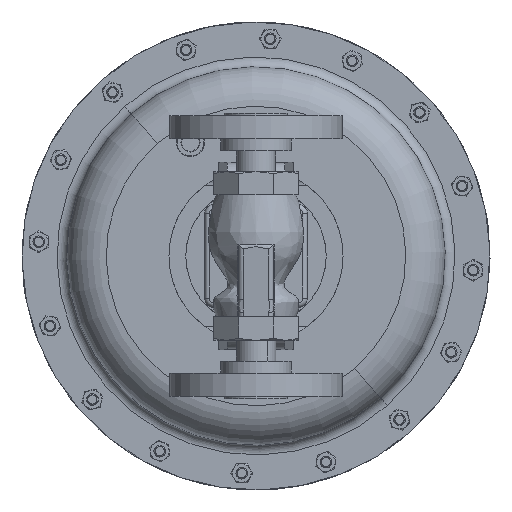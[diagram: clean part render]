
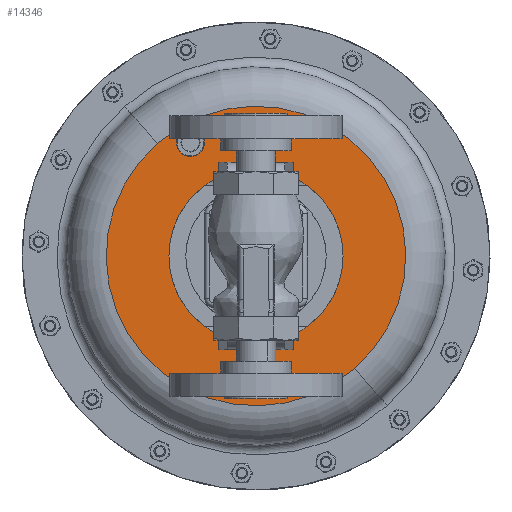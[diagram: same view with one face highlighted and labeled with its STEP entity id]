
A CAD part, front view. The second image highlights one B-rep face of the part: STEP entity #14346.
In plain terms, the highlighted planar face has unit normal (0, -1, 0).
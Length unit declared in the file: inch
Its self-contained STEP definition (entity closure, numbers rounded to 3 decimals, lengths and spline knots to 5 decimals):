
#1 = AXIS2_PLACEMENT_3D ( 'NONE', #27617, #28075, #28198 ) ;
#361 = ORIENTED_EDGE ( 'NONE', *, *, #24318, .F. ) ;
#596 = CARTESIAN_POINT ( 'NONE',  ( 0., 7.835, -2.25 ) ) ;
#1027 = DIRECTION ( 'NONE',  ( 0.659, 0., -0.752 ) ) ;
#1085 = CIRCLE ( 'NONE', #1, 0.375 ) ;
#2127 = CARTESIAN_POINT ( 'NONE',  ( -2.63738, 7.835, 0.75736 ) ) ;
#2796 = CARTESIAN_POINT ( 'NONE',  ( -1.75, 7.835, 0.78109 ) ) ;
#3250 = DIRECTION ( 'NONE',  ( -0.659, 0., 0.752 ) ) ;
#4813 = AXIS2_PLACEMENT_3D ( 'NONE', #8184, #26946, #10824 ) ;
#5387 = DIRECTION ( 'NONE',  ( -0.659, 0., 0.752 ) ) ;
#5894 = VERTEX_POINT ( 'NONE', #11831 ) ;
#6182 = EDGE_CURVE ( 'NONE', #12549, #12258, #1085, .T. ) ;
#6778 = EDGE_LOOP ( 'NONE', ( #23839, #18422 ) ) ;
#7305 = CIRCLE ( 'NONE', #4813, 4. ) ;
#7888 = ORIENTED_EDGE ( 'NONE', *, *, #25803, .F. ) ;
#8184 = CARTESIAN_POINT ( 'NONE',  ( 0., 7.835, -2.25 ) ) ;
#9414 = DIRECTION ( 'NONE',  ( 0., -1., 0. ) ) ;
#10114 = VERTEX_POINT ( 'NONE', #2127 ) ;
#10824 = DIRECTION ( 'NONE',  ( -0.659, 0., 0.752 ) ) ;
#11831 = CARTESIAN_POINT ( 'NONE',  ( 2.325, 7.835, -2.25 ) ) ;
#12258 = VERTEX_POINT ( 'NONE', #12587 ) ;
#12519 = VERTEX_POINT ( 'NONE', #24954 ) ;
#12549 = VERTEX_POINT ( 'NONE', #13535 ) ;
#12587 = CARTESIAN_POINT ( 'NONE',  ( -1.50275, 7.835, 0.49915 ) ) ;
#12893 = AXIS2_PLACEMENT_3D ( 'NONE', #2796, #21311, #5387 ) ;
#13535 = CARTESIAN_POINT ( 'NONE',  ( -1.99725, 7.835, 1.06303 ) ) ;
#14142 = AXIS2_PLACEMENT_3D ( 'NONE', #596, #19110, #3250 ) ;
#14346 = ADVANCED_FACE ( 'NONE', ( #20498, #18858, #33982 ), #32933, .T. ) ;
#14566 = CARTESIAN_POINT ( 'NONE',  ( 0., 7.835, -2.25 ) ) ;
#15546 = EDGE_CURVE ( 'NONE', #5894, #24747, #25509, .T. ) ;
#15590 = AXIS2_PLACEMENT_3D ( 'NONE', #25542, #9414, #28244 ) ;
#15626 = ORIENTED_EDGE ( 'NONE', *, *, #30738, .F. ) ;
#16100 = EDGE_LOOP ( 'NONE', ( #15626, #361 ) ) ;
#16378 = EDGE_CURVE ( 'NONE', #12258, #12549, #17922, .T. ) ;
#17333 = DIRECTION ( 'NONE',  ( 0., 0., -1. ) ) ;
#17922 = CIRCLE ( 'NONE', #12893, 0.375 ) ;
#17956 = EDGE_LOOP ( 'NONE', ( #7888, #24465 ) ) ;
#18422 = ORIENTED_EDGE ( 'NONE', *, *, #16378, .T. ) ;
#18858 = FACE_OUTER_BOUND ( 'NONE', #16100, .T. ) ;
#19110 = DIRECTION ( 'NONE',  ( 0., 1., 0. ) ) ;
#19424 = DIRECTION ( 'NONE',  ( 0., -1., 0. ) ) ;
#19921 = CIRCLE ( 'NONE', #23425, 2.325 ) ;
#20498 = FACE_BOUND ( 'NONE', #17956, .T. ) ;
#20771 = CIRCLE ( 'NONE', #14142, 4. ) ;
#21311 = DIRECTION ( 'NONE',  ( 0., 1., 0. ) ) ;
#23425 = AXIS2_PLACEMENT_3D ( 'NONE', #14566, #33411, #17333 ) ;
#23839 = ORIENTED_EDGE ( 'NONE', *, *, #6182, .T. ) ;
#24318 = EDGE_CURVE ( 'NONE', #12519, #10114, #20771, .T. ) ;
#24465 = ORIENTED_EDGE ( 'NONE', *, *, #15546, .F. ) ;
#24747 = VERTEX_POINT ( 'NONE', #27024 ) ;
#24954 = CARTESIAN_POINT ( 'NONE',  ( 2.63738, 7.835, -5.25736 ) ) ;
#25482 = AXIS2_PLACEMENT_3D ( 'NONE', #30185, #19424, #1027 ) ;
#25509 = CIRCLE ( 'NONE', #15590, 2.325 ) ;
#25542 = CARTESIAN_POINT ( 'NONE',  ( 0., 7.835, -2.25 ) ) ;
#25803 = EDGE_CURVE ( 'NONE', #24747, #5894, #19921, .T. ) ;
#26946 = DIRECTION ( 'NONE',  ( 0., 1., 0. ) ) ;
#27024 = CARTESIAN_POINT ( 'NONE',  ( -2.325, 7.835, -2.25 ) ) ;
#27617 = CARTESIAN_POINT ( 'NONE',  ( -1.75, 7.835, 0.78109 ) ) ;
#28075 = DIRECTION ( 'NONE',  ( 0., 1., 0. ) ) ;
#28198 = DIRECTION ( 'NONE',  ( -0.659, 0., 0.752 ) ) ;
#28244 = DIRECTION ( 'NONE',  ( 0., 0., -1. ) ) ;
#30185 = CARTESIAN_POINT ( 'NONE',  ( 3.00736, 7.835, 0.38738 ) ) ;
#30738 = EDGE_CURVE ( 'NONE', #10114, #12519, #7305, .T. ) ;
#32933 = PLANE ( 'NONE',  #25482 ) ;
#33411 = DIRECTION ( 'NONE',  ( 0., -1., 0. ) ) ;
#33982 = FACE_BOUND ( 'NONE', #6778, .T. ) ;
